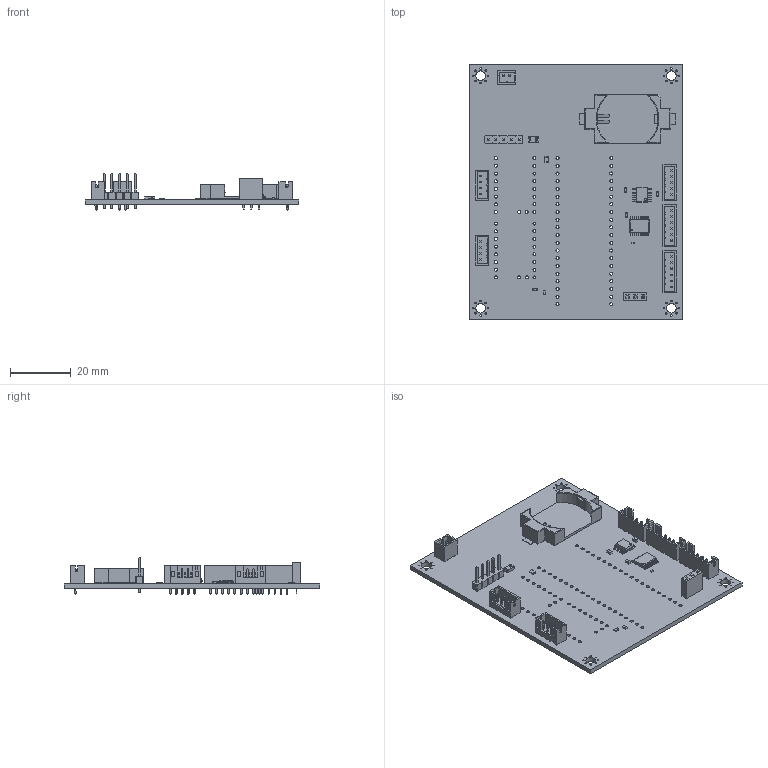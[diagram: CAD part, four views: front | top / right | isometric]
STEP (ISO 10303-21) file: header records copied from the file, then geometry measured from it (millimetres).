
FILE_DESCRIPTION(('KiCad electronic assembly'),'2;1');
FILE_NAME('ProtogenBackpackPCB.step','2024-03-25T00:02:36',('Pcbnew'),( 'Kicad'),'Open CASCADE STEP processor 7.7','KiCad to STEP converter' ,'Unknown');
FILE_SCHEMA(('AUTOMOTIVE_DESIGN { 1 0 10303 214 1 1 1 1 }'));
Length unit declared in the file: millimetre
Products named in the file (30): ProtogenBackpackPCB 1; C_0603_1608Metric; PinSocket_1x03_P2.54mm_Vertical; PinSocket_1x03_P254mm_Vertical; SOIC-8_3.9x4.9mm_P1.27mm; SOIC_8_39x49mm_P127mm; R_0603_1608Metric; JST_PH_B6B-PH-K_1x06_P2.00mm_Vertical; JST_B6B_PH_K; JST_PH_B2B-PH-K_1x02_P2.00mm_Vertical; JST_B2B_PH_K; PinHeader_1x05_P2.54mm_Vertical; PinHeader_1x05_P254mm_Vertical; D_1206_3216Metric; D_1206; JST_PH_B4B-PH-K_1x04_P2.00mm_Vertical; JST_B4B_PH_K; R_0402_1005Metric; TSSOP-20_4.4x6.5mm_P0.65mm; TSSOP_20_44x65mm_P065mm; R_0805_2012Metric; JST_PH_B5B-PH-K_1x05_P2.00mm_Vertical; JST_B5B_PH_K; BatteryHolder_Keystone_1060_1x2032; Keystone_1060_1x2032; _autosave-ProtogenBackpackPCB_PCB
Assembly tree (34 placements, depth 3):
  ProtogenBackpackPCB 1
    C_0603_1608Metric  x3
      C_0603_1608Metric
    PinSocket_1x03_P2.54mm_Vertical
      PinSocket_1x03_P254mm_Vertical
    SOIC-8_3.9x4.9mm_P1.27mm
      SOIC_8_39x49mm_P127mm
    R_0603_1608Metric  x2
      R_0603_1608Metric
    JST_PH_B6B-PH-K_1x06_P2.00mm_Vertical  x2
      JST_B6B_PH_K
    JST_PH_B2B-PH-K_1x02_P2.00mm_Vertical
      JST_B2B_PH_K
    PinHeader_1x05_P2.54mm_Vertical
      PinHeader_1x05_P254mm_Vertical
    D_1206_3216Metric
      D_1206
    JST_PH_B4B-PH-K_1x04_P2.00mm_Vertical  x2
      JST_B4B_PH_K
    R_0402_1005Metric
      R_0402_1005Metric
    TSSOP-20_4.4x6.5mm_P0.65mm
      TSSOP_20_44x65mm_P065mm
    R_0805_2012Metric
      R_0805_2012Metric
    JST_PH_B5B-PH-K_1x05_P2.00mm_Vertical
      JST_B5B_PH_K
    BatteryHolder_Keystone_1060_1x2032
      Keystone_1060_1x2032
    _autosave-ProtogenBackpackPCB_PCB
Bounding box: 70.61 x 84.33 x 11.94 mm (x, y, z)
Volume: 11320.8 mm3; surface area: 17444.6 mm2
Topology: 20 solids, 20 shells, 2171 faces, 5732 edges, 3681 vertices
Faces by surface type: plane 1703, cylinder 389, bspline 76, torus 3
Full cylindrical faces by diameter (mm): 0.5 x33, 0.6 x1, 0.75 x27, 1 x44, 1.02 x40, 3.2 x4
Entity records: 65060 total; most frequent: CARTESIAN_POINT 9731, ORIENTED_EDGE 9176, DIRECTION 8578, EDGE_CURVE 4588, LINE 3834, VECTOR 3834, VERTEX_POINT 2941, AXIS2_PLACEMENT_3D 2372
